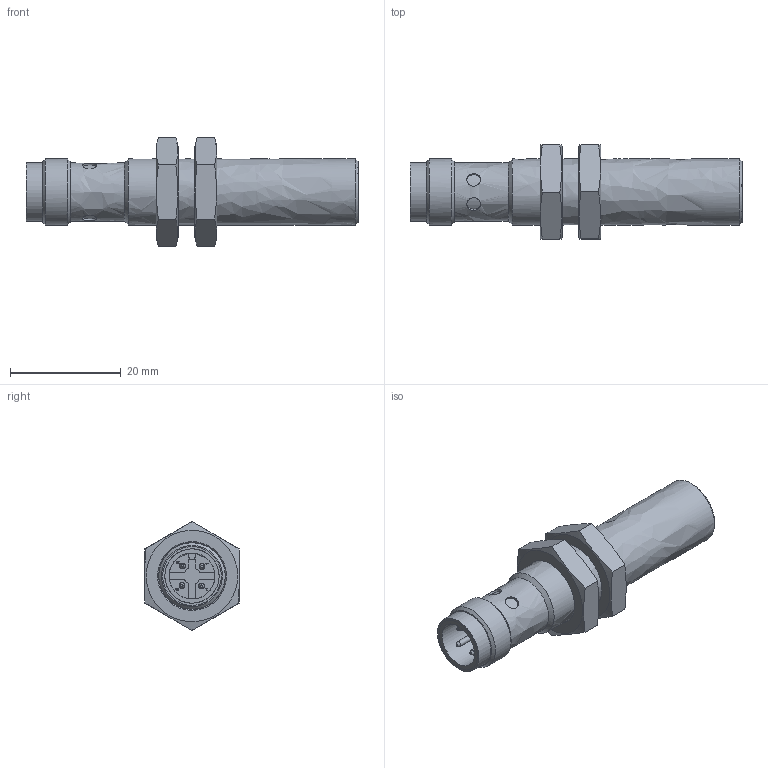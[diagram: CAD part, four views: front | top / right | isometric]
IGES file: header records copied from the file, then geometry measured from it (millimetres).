
Global section: file name: KDC 12 VB 04 G3-B3  ; native system: Autodesk Inventor 2018; preprocessor: unknown; author: C. Kuhn; organization: di-soric GmbH & Co. KG; date: 20170918.104101; units: millimetre
Bounding box: 60 x 17.02 x 19.63 mm (x, y, z)
Volume: 7168 mm3; surface area: 6020.3 mm2
Topology: 5 solids, 12 shells, 422 faces, 1161 edges, 782 vertices
Faces by surface type: bspline 422
